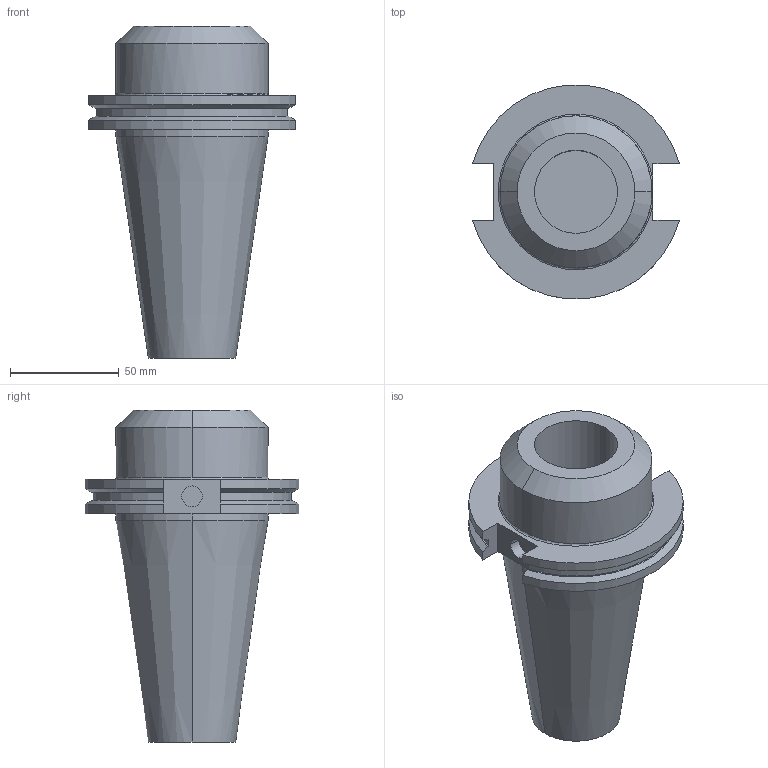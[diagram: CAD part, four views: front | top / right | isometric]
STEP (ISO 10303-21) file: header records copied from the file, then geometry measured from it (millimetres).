
FILE_DESCRIPTION (( 'STEP AP203' ), '1' );
FILE_NAME ('STP-22949-2.STEP', '2017-08-30T06:46:25', ( 'user' ), ( '' ), 'SwSTEP 2.0', 'SolidWorks 2015', '' );
FILE_SCHEMA (( 'CONFIG_CONTROL_DESIGN' ));
Length unit declared in the file: millimetre
Products named in the file (1): STP-22949-2
Bounding box: 94.95 x 98.05 x 152.4 mm (x, y, z)
Volume: 367641.3 mm3; surface area: 56081.7 mm2
Topology: 1 solids, 1 shells, 53 faces, 127 edges, 79 vertices
Faces by surface type: cylinder 20, plane 17, cone 14, torus 1, bspline 1
Entity records: 1656 total; most frequent: CARTESIAN_POINT 333, DIRECTION 274, ORIENTED_EDGE 250, EDGE_CURVE 125, AXIS2_PLACEMENT_3D 106, VERTEX_POINT 79, VECTOR 62, LINE 62
